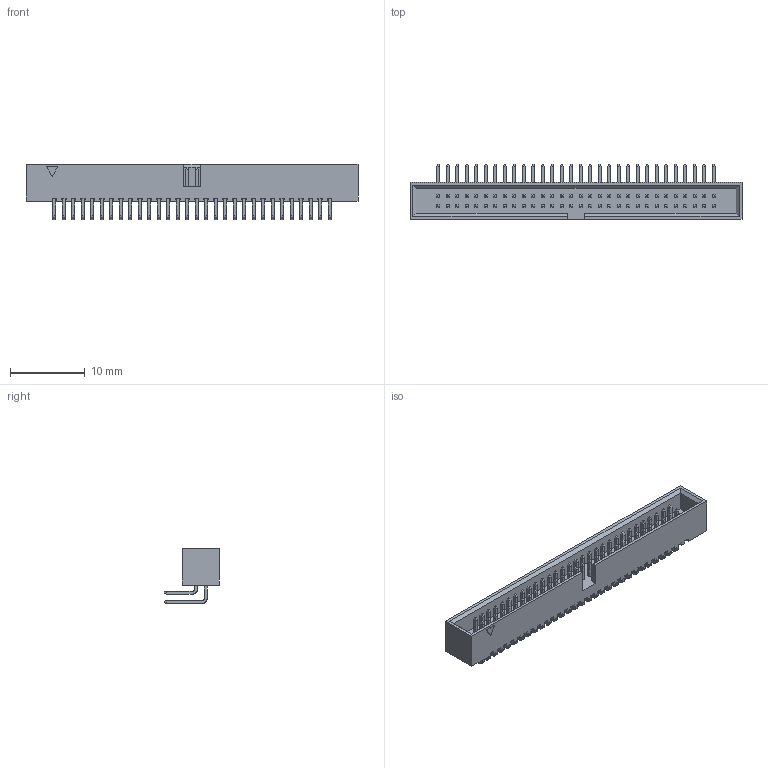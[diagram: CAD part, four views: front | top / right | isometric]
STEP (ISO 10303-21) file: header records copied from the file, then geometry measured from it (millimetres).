
FILE_DESCRIPTION(/* description */ ('Unknown'),/* implementation_level */ '2;1');
FILE_NAME(/* name */ '62706021721',/* time_stamp */ '2020-05-28T16:40:30+02:00',/* author */ ('Unknown'),/* organization */ ('Unknown'),/* preprocessor_version */ 'ST-DEVELOPER v16.7',/* originating_system */ 'DEX',/* authorisation */ $);
FILE_SCHEMA (('AUTOMOTIVE_DESIGN {1 0 10303 214 3 1 1}'));
Length unit declared in the file: millimetre
Products named in the file (4): 6270xx21721; 62706020621; 6270xx21721_Pin longue; 6270xx21721_Pin Courte
Assembly tree (61 placements, depth 2):
  6270xx21721
    62706020621
    6270xx21721_Pin longue  x30
    6270xx21721_Pin Courte  x30
Bounding box: 44.45 x 7.46 x 7.37 mm (x, y, z)
Volume: 694.5 mm3; surface area: 2432.3 mm2
Topology: 61 solids, 61 shells, 1763 faces, 4496 edges, 2796 vertices
Faces by surface type: plane 1643, cylinder 120
Entity records: 29278 total; most frequent: CARTESIAN_POINT 4361, ORIENTED_EDGE 4352, DIRECTION 3746, EDGE_CURVE 2176, LINE 2168, VECTOR 2168, VERTEX_POINT 1404, AXIS2_PLACEMENT_3D 789
